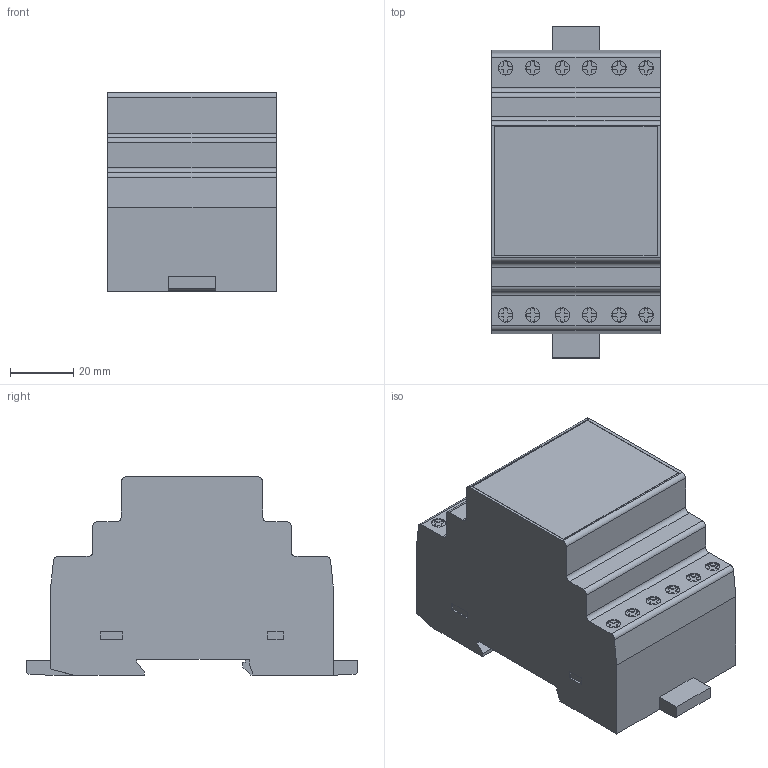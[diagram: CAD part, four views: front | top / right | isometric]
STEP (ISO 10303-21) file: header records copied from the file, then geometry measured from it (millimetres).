
FILE_DESCRIPTION((''),'2;1');
FILE_NAME('3d_LVMP10A024.stp','2012-10-03T09:30:27',(''),(''),'Mechanical Desktop 2011','Mechanical Desktop 2011',', , ');
FILE_SCHEMA(('CONFIG_CONTROL_DESIGN'));
Length unit declared in the file: millimetre
Products named in the file (1): Product
Bounding box: 53.5 x 105.38 x 62.99 mm (x, y, z)
Volume: 243367.5 mm3; surface area: 26402.1 mm2
Topology: 1 solids, 1 shells, 473 faces, 1407 edges, 1015 vertices
Faces by surface type: plane 439, cylinder 34
Entity records: 15659 total; most frequent: CARTESIAN_POINT 2844, ORIENTED_EDGE 2710, DIRECTION 2451, EDGE_CURVE 1355, VECTOR 1311, LINE 1311, VERTEX_POINT 911, AXIS2_PLACEMENT_3D 570
